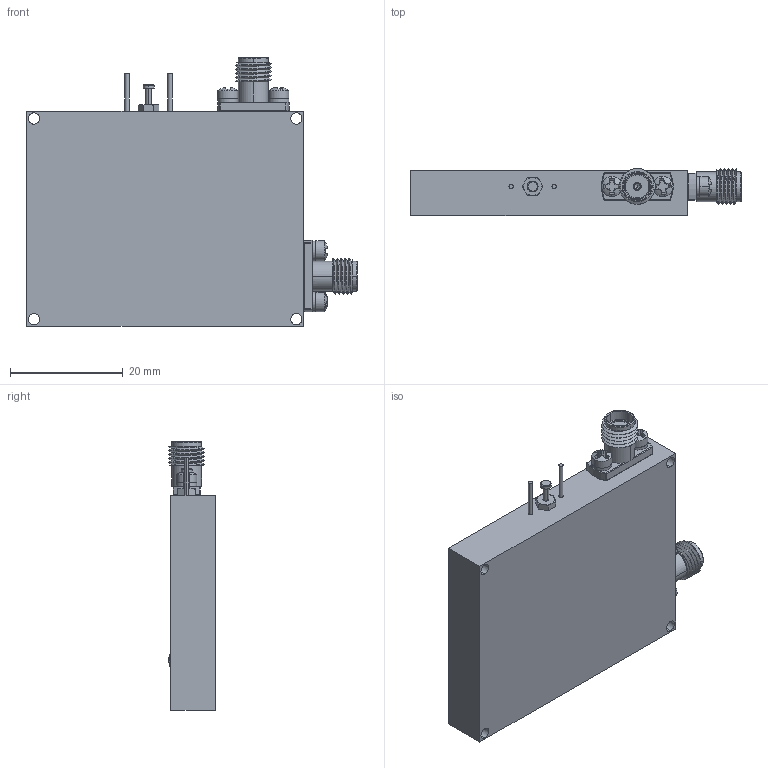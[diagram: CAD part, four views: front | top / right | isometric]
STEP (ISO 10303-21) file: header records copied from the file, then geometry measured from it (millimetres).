
FILE_DESCRIPTION (( 'STEP AP214' ), '1' );
FILE_NAME ('ERDLVA-2G6G-70-50MV.STEP', '2025-08-13T12:15:07', ( '' ), ( '' ), 'SwSTEP 2.0', 'SolidWorks 2024', '' );
FILE_SCHEMA (( 'AUTOMOTIVE_DESIGN' ));
Length unit declared in the file: inch
Products named in the file (1): ERDLVA-2G6G-70-50MV
Bounding box: 58.55 x 8.26 x 47.62 mm (x, y, z)
Volume: 15410.9 mm3; surface area: 10189.5 mm2
Topology: 22 solids, 22 shells, 674 faces, 2940 edges, 2512 vertices
Faces by surface type: plane 368, cylinder 142, torus 84, cone 48, sphere 24, bspline 8
Entity records: 45681 total; most frequent: CARTESIAN_POINT 16270, ORIENTED_EDGE 5832, DIRECTION 4066, EDGE_CURVE 2916, VERTEX_POINT 2512, VECTOR 1556, LINE 1556, AXIS2_PLACEMENT_3D 1255
